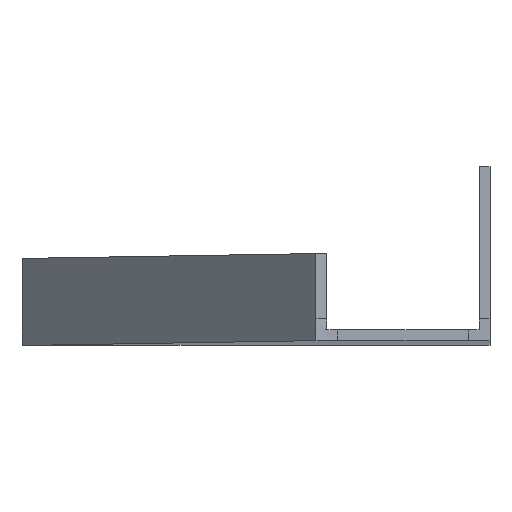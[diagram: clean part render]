
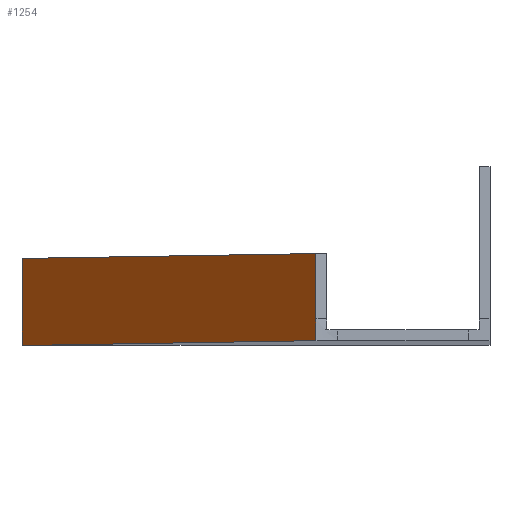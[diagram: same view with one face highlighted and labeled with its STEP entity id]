
A CAD part, top view. The second image highlights one B-rep face of the part: STEP entity #1254.
In plain terms, the highlighted planar face has unit normal (-0.994, 0, 0.105).
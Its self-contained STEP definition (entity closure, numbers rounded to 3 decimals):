
#123=PLANE('',#1373);
#181=FACE_OUTER_BOUND('',#259,.T.);
#259=EDGE_LOOP('',(#1108,#1109,#1110,#1111,#1112,#1113));
#311=LINE('',#1920,#433);
#376=LINE('',#2091,#498);
#381=LINE('',#2134,#503);
#383=LINE('',#2137,#505);
#433=VECTOR('',#1477,10.);
#498=VECTOR('',#1666,10.);
#503=VECTOR('',#1673,10.);
#505=VECTOR('',#1677,10.);
#512=B_SPLINE_CURVE_WITH_KNOTS('',3,(#1743,#1744,#1745,#1746,#1747,#1748,
#1749,#1750,#1751,#1752),.UNSPECIFIED.,.F.,.F.,(4,2,2,2,4),(-1.529,
-1.435,-1.307,-1.215,-1.177),
 .UNSPECIFIED.);
#517=B_SPLINE_CURVE_WITH_KNOTS('',3,(#2118,#2119,#2120,#2121,#2122,#2123,
#2124,#2125,#2126,#2127),.UNSPECIFIED.,.F.,.F.,(4,2,2,2,4),(-1.131,
-1.07,-0.98,-0.844,-0.808),
 .UNSPECIFIED.);
#521=VERTEX_POINT('',#1740);
#522=VERTEX_POINT('',#1742);
#582=VERTEX_POINT('',#1903);
#628=VERTEX_POINT('',#2090);
#629=VERTEX_POINT('',#2117);
#631=VERTEX_POINT('',#2133);
#635=EDGE_CURVE('',#522,#521,#512,.T.);
#704=EDGE_CURVE('',#582,#522,#311,.T.);
#789=EDGE_CURVE('',#628,#521,#376,.T.);
#791=EDGE_CURVE('',#629,#582,#517,.T.);
#795=EDGE_CURVE('',#629,#631,#381,.T.);
#797=EDGE_CURVE('',#631,#628,#383,.T.);
#1108=ORIENTED_EDGE('',*,*,#635,.T.);
#1109=ORIENTED_EDGE('',*,*,#789,.F.);
#1110=ORIENTED_EDGE('',*,*,#797,.F.);
#1111=ORIENTED_EDGE('',*,*,#795,.F.);
#1112=ORIENTED_EDGE('',*,*,#791,.T.);
#1113=ORIENTED_EDGE('',*,*,#704,.T.);
#1254=ADVANCED_FACE('',(#181),#123,.F.);
#1373=AXIS2_PLACEMENT_3D('',#2138,#1678,#1679);
#1477=DIRECTION('',(0.105,0.,0.994));
#1666=DIRECTION('',(0.,-1.,0.));
#1673=DIRECTION('',(0.,1.,0.));
#1677=DIRECTION('',(0.105,0.,0.994));
#1678=DIRECTION('center_axis',(0.994,0.,-0.105));
#1679=DIRECTION('ref_axis',(0.105,0.105,0.989));
#1740=CARTESIAN_POINT('',(-30.,4.,0.));
#1742=CARTESIAN_POINT('',(-29.978,0.,0.211));
#1743=CARTESIAN_POINT('Ctrl Pts',(-29.978,0.,
0.211));
#1744=CARTESIAN_POINT('Ctrl Pts',(-29.979,0.358,0.199));
#1745=CARTESIAN_POINT('Ctrl Pts',(-29.98,0.716,0.185));
#1746=CARTESIAN_POINT('Ctrl Pts',(-29.984,1.555,0.148));
#1747=CARTESIAN_POINT('Ctrl Pts',(-29.987,2.018,0.125));
#1748=CARTESIAN_POINT('Ctrl Pts',(-29.992,2.858,0.075));
#1749=CARTESIAN_POINT('Ctrl Pts',(-29.994,3.192,0.054));
#1750=CARTESIAN_POINT('Ctrl Pts',(-29.998,3.7,0.02));
#1751=CARTESIAN_POINT('Ctrl Pts',(-29.999,3.85,0.01));
#1752=CARTESIAN_POINT('Ctrl Pts',(-30.,4.,0.));
#1903=CARTESIAN_POINT('',(-83.978,0.,-509.789));
#1920=CARTESIAN_POINT('',(-56.899,0.,-254.046));
#2090=CARTESIAN_POINT('',(-30.,16.,0.));
#2091=CARTESIAN_POINT('',(-30.,4.,0.));
#2117=CARTESIAN_POINT('',(-84.,4.,-510.));
#2118=CARTESIAN_POINT('Ctrl Pts',(-84.,4.,-510.));
#2119=CARTESIAN_POINT('Ctrl Pts',(-83.998,3.751,-509.983));
#2120=CARTESIAN_POINT('Ctrl Pts',(-83.996,3.497,-509.966));
#2121=CARTESIAN_POINT('Ctrl Pts',(-83.992,2.863,-509.925));
#2122=CARTESIAN_POINT('Ctrl Pts',(-83.99,2.505,-509.903));
#2123=CARTESIAN_POINT('Ctrl Pts',(-83.984,1.567,-509.852));
#2124=CARTESIAN_POINT('Ctrl Pts',(-83.982,1.023,-509.827));
#2125=CARTESIAN_POINT('Ctrl Pts',(-83.979,0.314,-509.8));
#2126=CARTESIAN_POINT('Ctrl Pts',(-83.978,0.158,-509.795));
#2127=CARTESIAN_POINT('Ctrl Pts',(-83.978,0.,
-509.789));
#2133=CARTESIAN_POINT('',(-84.,16.,-510.));
#2134=CARTESIAN_POINT('',(-84.,4.,-510.));
#2137=CARTESIAN_POINT('',(-84.,16.,-510.));
#2138=CARTESIAN_POINT('Origin',(-56.978,7.738,-254.794));
